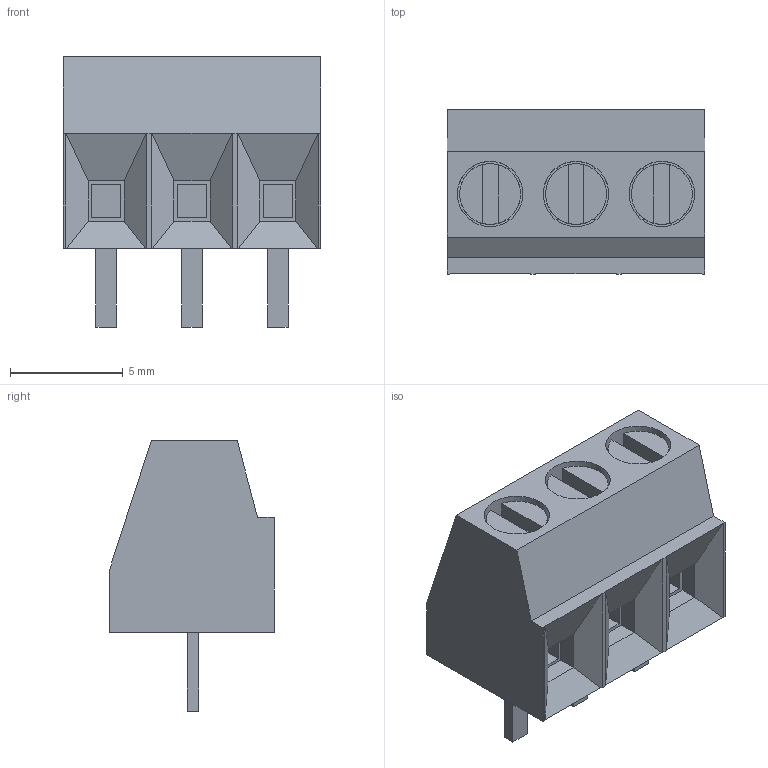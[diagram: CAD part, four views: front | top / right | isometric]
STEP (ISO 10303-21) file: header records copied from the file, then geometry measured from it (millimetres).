
FILE_DESCRIPTION(/* description */ ('model of TerminalBlock_Phoenix_MKDS-1-3-3.81_1x03_P3.81mm_Horizontal'),/* implementation_level */ '2;1');
FILE_NAME(/* name */ 'TerminalBlock_Phoenix_MKDS-1-3-3.81_1x03_P3.81mm_Horizontal.step',/* time_stamp */ '1970-01-01T00:00:00',/* author */ ('KiCAD','kicad'),/* organization */ ('OCCT'),/* preprocessor_version */ '',/* originating_system */ 'KiCAD',/* authorisation */ '');
FILE_SCHEMA(('AUTOMOTIVE_DESIGN { 1 0 10303 214 1 1 1 1 }'));
Length unit declared in the file: millimetre
Products named in the file (1): TerminalBlock_Phoenix_MKDS-1-3-3.81_1x03_P3.81mm_Horizontal
Bounding box: 11.43 x 7.3 x 12 mm (x, y, z)
Volume: 520.2 mm3; surface area: 921.2 mm2
Topology: 1 solids, 1 shells, 114 faces, 285 edges, 182 vertices
Faces by surface type: plane 96, bspline 12, cylinder 6
Full cylindrical faces by diameter (mm): 2.7 x3, 2.9 x3
Entity records: 2266 total; most frequent: ORIENTED_EDGE 474, CARTESIAN_POINT 347, EDGE_CURVE 285, LINE 189, VERTEX_POINT 182, FACE_BOUND 123, EDGE_LOOP 123, ADVANCED_FACE 114
